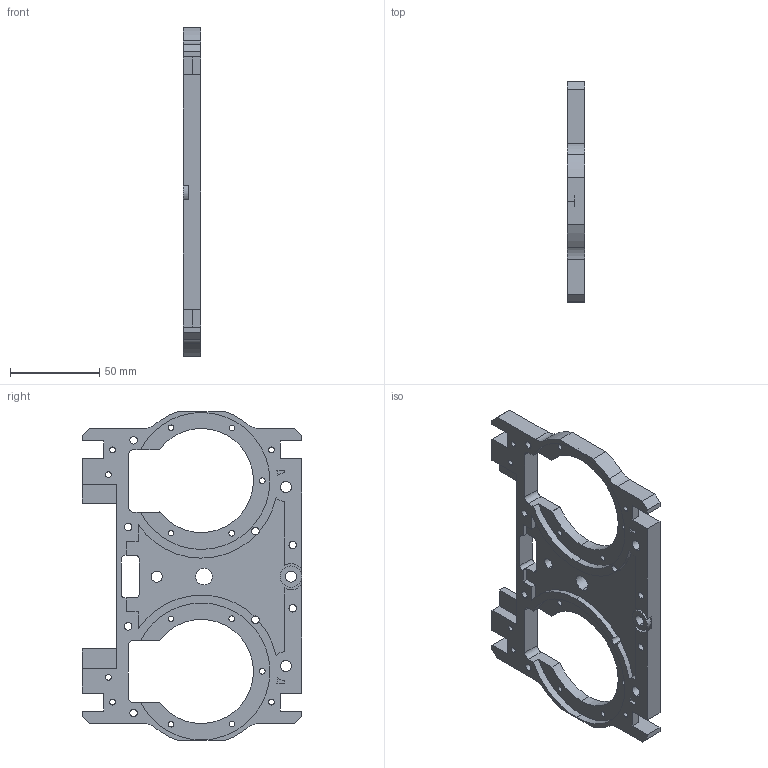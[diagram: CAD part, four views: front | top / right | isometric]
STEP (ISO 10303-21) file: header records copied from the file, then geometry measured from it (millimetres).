
FILE_DESCRIPTION (( 'STEP AP214' ), '1' );
FILE_NAME ('儂极1.STEP', '2024-10-06T14:27:11', ( '' ), ( '' ), 'SwSTEP 2.0', 'SolidWorks 2020', '' );
FILE_SCHEMA (( 'AUTOMOTIVE_DESIGN' ));
Length unit declared in the file: millimetre
Products named in the file (1): 儂极1
Bounding box: 10 x 122.8 x 183.7 mm (x, y, z)
Volume: 93822.5 mm3; surface area: 41251.4 mm2
Topology: 1 solids, 1 shells, 207 faces, 585 edges, 390 vertices
Faces by surface type: cylinder 122, plane 85
Entity records: 6969 total; most frequent: DIRECTION 1249, CARTESIAN_POINT 1183, ORIENTED_EDGE 1170, EDGE_CURVE 585, AXIS2_PLACEMENT_3D 456, VERTEX_POINT 390, LINE 337, VECTOR 337
